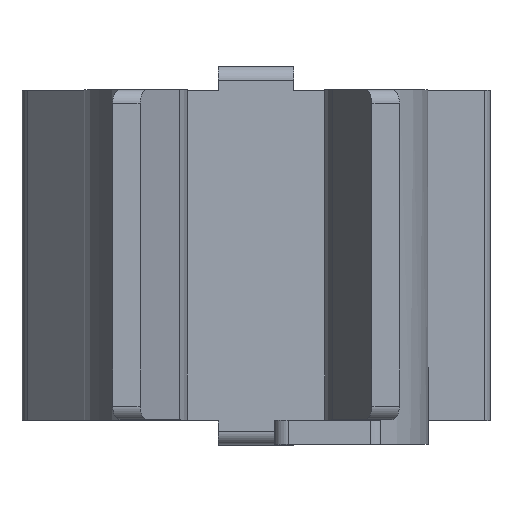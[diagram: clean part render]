
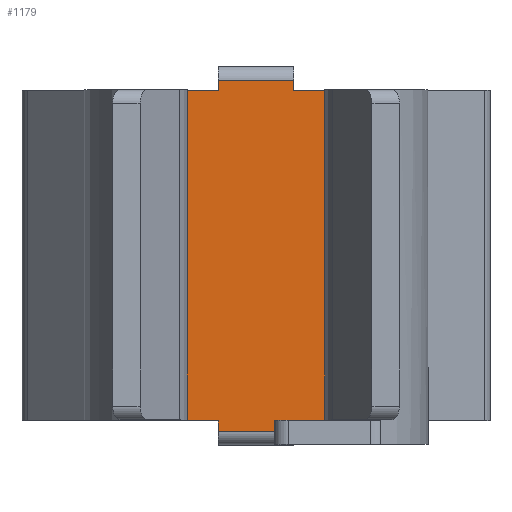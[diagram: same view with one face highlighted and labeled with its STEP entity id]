
A CAD part, top view. The second image highlights one B-rep face of the part: STEP entity #1179.
In plain terms, the highlighted planar face has unit normal (0, 0, 1).
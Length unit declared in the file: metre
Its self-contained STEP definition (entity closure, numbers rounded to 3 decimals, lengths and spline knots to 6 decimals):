
#53=LINE('',#1756,#169);
#63=LINE('',#1791,#179);
#75=LINE('',#1836,#191);
#111=LINE('',#1951,#227);
#112=LINE('',#1953,#228);
#113=LINE('',#1956,#229);
#114=LINE('',#1958,#230);
#115=LINE('',#1959,#231);
#116=LINE('',#1960,#232);
#117=LINE('',#1962,#233);
#118=LINE('',#1964,#234);
#119=LINE('',#1965,#235);
#169=VECTOR('',#1380,1.);
#179=VECTOR('',#1406,1.);
#191=VECTOR('',#1440,1.);
#227=VECTOR('',#1558,1.);
#228=VECTOR('',#1561,1.);
#229=VECTOR('',#1562,1.);
#230=VECTOR('',#1563,1.);
#231=VECTOR('',#1564,1.);
#232=VECTOR('',#1565,1.);
#233=VECTOR('',#1566,1.);
#234=VECTOR('',#1567,1.);
#235=VECTOR('',#1568,1.);
#422=ORIENTED_EDGE('',*,*,#749,.F.);
#423=ORIENTED_EDGE('',*,*,#750,.T.);
#424=ORIENTED_EDGE('',*,*,#751,.T.);
#425=ORIENTED_EDGE('',*,*,#667,.T.);
#426=ORIENTED_EDGE('',*,*,#752,.F.);
#427=ORIENTED_EDGE('',*,*,#689,.F.);
#428=ORIENTED_EDGE('',*,*,#753,.F.);
#429=ORIENTED_EDGE('',*,*,#754,.T.);
#430=ORIENTED_EDGE('',*,*,#755,.T.);
#431=ORIENTED_EDGE('',*,*,#650,.F.);
#432=ORIENTED_EDGE('',*,*,#748,.T.);
#433=ORIENTED_EDGE('',*,*,#756,.T.);
#650=EDGE_CURVE('',#830,#831,#53,.T.);
#667=EDGE_CURVE('',#848,#847,#63,.T.);
#689=EDGE_CURVE('',#869,#870,#75,.T.);
#748=EDGE_CURVE('',#830,#907,#111,.T.);
#749=EDGE_CURVE('',#908,#909,#112,.T.);
#750=EDGE_CURVE('',#908,#910,#113,.T.);
#751=EDGE_CURVE('',#910,#848,#114,.T.);
#752=EDGE_CURVE('',#870,#847,#115,.T.);
#753=EDGE_CURVE('',#911,#869,#116,.T.);
#754=EDGE_CURVE('',#911,#912,#117,.F.);
#755=EDGE_CURVE('',#912,#831,#118,.T.);
#756=EDGE_CURVE('',#907,#909,#119,.T.);
#830=VERTEX_POINT('',#1755);
#831=VERTEX_POINT('',#1757);
#847=VERTEX_POINT('',#1790);
#848=VERTEX_POINT('',#1792);
#869=VERTEX_POINT('',#1835);
#870=VERTEX_POINT('',#1837);
#907=VERTEX_POINT('',#1950);
#908=VERTEX_POINT('',#1954);
#909=VERTEX_POINT('',#1955);
#910=VERTEX_POINT('',#1957);
#911=VERTEX_POINT('',#1961);
#912=VERTEX_POINT('',#1963);
#1017=EDGE_LOOP('',(#422,#423,#424,#425,#426,#427,#428,#429,#430,#431,#432,
#433));
#1081=FACE_BOUND('',#1017,.T.);
#1135=PLANE('',#1301);
#1179=ADVANCED_FACE('',(#1081),#1135,.F.);
#1301=AXIS2_PLACEMENT_3D('',#1952,#1559,#1560);
#1380=DIRECTION('',(-1.,0.,0.));
#1406=DIRECTION('',(-1.,0.,0.));
#1440=DIRECTION('',(-1.,0.,0.));
#1558=DIRECTION('',(0.,1.,0.));
#1559=DIRECTION('',(0.,0.,-1.));
#1560=DIRECTION('',(-1.,0.,0.));
#1561=DIRECTION('',(0.,-1.,0.));
#1562=DIRECTION('',(-1.,0.,0.));
#1563=DIRECTION('',(0.,-1.,0.));
#1564=DIRECTION('',(0.,1.,0.));
#1565=DIRECTION('',(0.,1.,0.));
#1566=DIRECTION('',(-1.,0.,0.));
#1567=DIRECTION('',(0.,1.,0.));
#1568=DIRECTION('',(-1.,0.,0.));
#1755=CARTESIAN_POINT('',(0.0025,-0.0024,-0.005058));
#1756=CARTESIAN_POINT('',(0.00125,-0.0024,-0.005058));
#1757=CARTESIAN_POINT('',(0.00055,-0.0024,-0.005058));
#1790=CARTESIAN_POINT('',(-0.0025,0.0024,-0.005058));
#1791=CARTESIAN_POINT('',(0.00125,0.0024,-0.005058));
#1792=CARTESIAN_POINT('',(-0.00055,0.0024,-0.005058));
#1835=CARTESIAN_POINT('',(-0.00055,-0.0024,-0.005058));
#1836=CARTESIAN_POINT('',(0.00125,-0.0024,-0.005058));
#1837=CARTESIAN_POINT('',(-0.0025,-0.0024,-0.005058));
#1950=CARTESIAN_POINT('',(0.0025,0.0024,-0.005058));
#1951=CARTESIAN_POINT('',(0.0025,-0.0024,-0.005058));
#1952=CARTESIAN_POINT('',(0.00125,-0.0024,-0.005058));
#1953=CARTESIAN_POINT('',(0.00055,0.00275,-0.005058));
#1954=CARTESIAN_POINT('',(0.00055,0.00255,-0.005058));
#1955=CARTESIAN_POINT('',(0.00055,0.0024,-0.005058));
#1956=CARTESIAN_POINT('',(-0.00055,0.00255,-0.005058));
#1957=CARTESIAN_POINT('',(-0.00055,0.00255,-0.005058));
#1958=CARTESIAN_POINT('',(-0.00055,0.00275,-0.005058));
#1959=CARTESIAN_POINT('',(-0.0025,-0.0024,-0.005058));
#1960=CARTESIAN_POINT('',(-0.00055,-0.00275,-0.005058));
#1961=CARTESIAN_POINT('',(-0.00055,-0.00255,-0.005058));
#1962=CARTESIAN_POINT('',(0.00055,-0.00255,-0.005058));
#1963=CARTESIAN_POINT('',(0.00055,-0.00255,-0.005058));
#1964=CARTESIAN_POINT('',(0.00055,-0.00275,-0.005058));
#1965=CARTESIAN_POINT('',(0.00125,0.0024,-0.005058));
